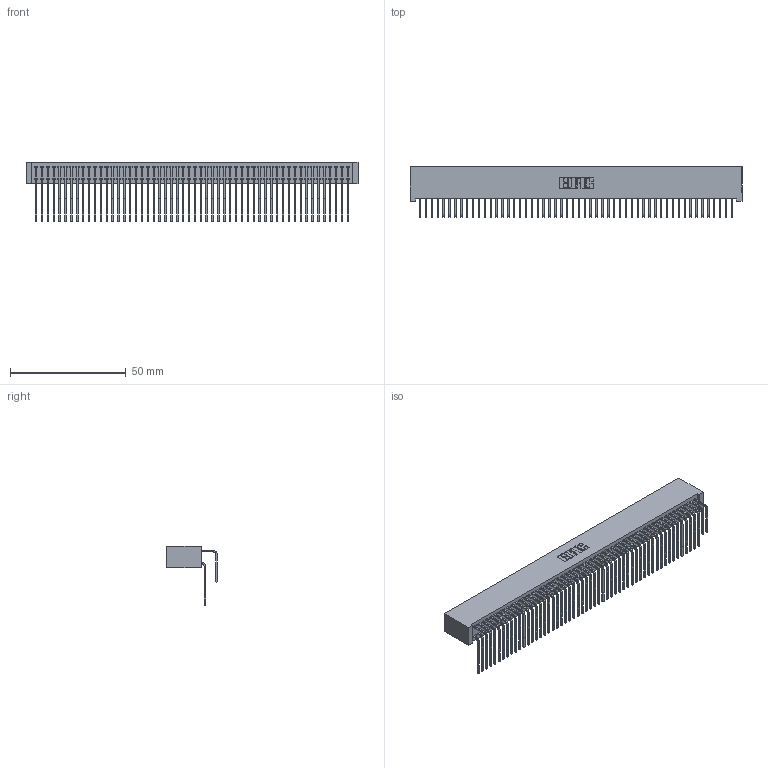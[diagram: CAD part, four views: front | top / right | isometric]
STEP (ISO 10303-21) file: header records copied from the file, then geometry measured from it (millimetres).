
FILE_DESCRIPTION (( 'STEP AP203' ), '1' );
FILE_NAME ('342-108-558-201.STEP', '2018-08-14T08:07:18', ( '' ), ( '' ), 'SwSTEP 2.0', 'SolidWorks 2016', '' );
FILE_SCHEMA (( 'CONFIG_CONTROL_DESIGN' ));
Length unit declared in the file: inch
Products named in the file (4): 342 Part_Lugless; 345-292-001_558 559 Tail - 1; 345-292-001_558 Tail - 2; 342-108-558-201
Assembly tree (109 placements, depth 2):
  342-108-558-201
    342 Part_Lugless
    345-292-001_558 559 Tail - 1  x54
    345-292-001_558 Tail - 2  x54
Bounding box: 143.41 x 21.91 x 25.78 mm (x, y, z)
Volume: 14004.5 mm3; surface area: 26356.2 mm2
Topology: 109 solids, 109 shells, 5934 faces, 17663 edges, 11630 vertices
Faces by surface type: plane 4166, cylinder 1768
Entity records: 34563 total; most frequent: CARTESIAN_POINT 5761, ORIENTED_EDGE 5646, DIRECTION 4875, EDGE_CURVE 2823, LINE 2663, VECTOR 2663, VERTEX_POINT 1878, AXIS2_PLACEMENT_3D 1106
